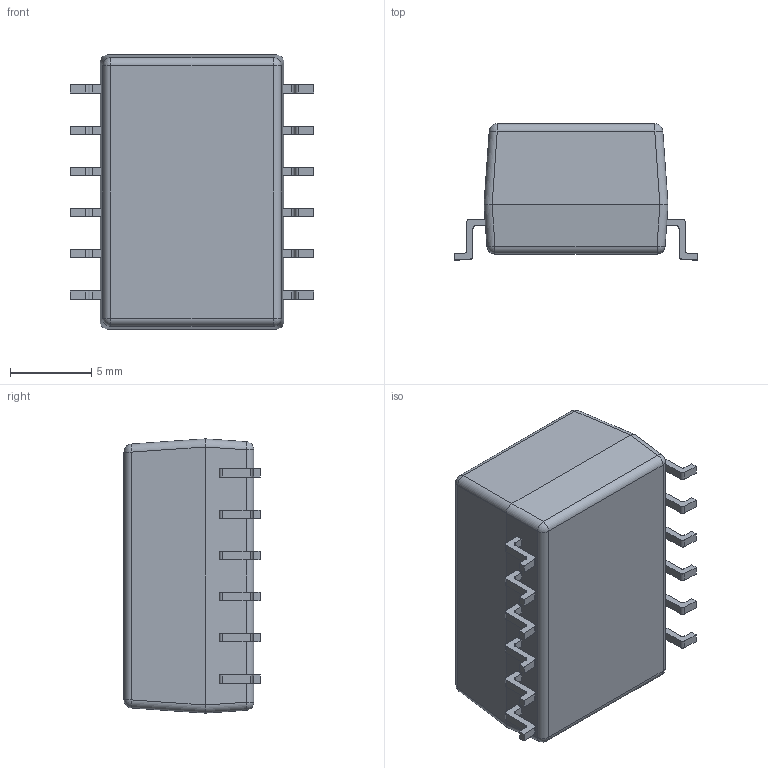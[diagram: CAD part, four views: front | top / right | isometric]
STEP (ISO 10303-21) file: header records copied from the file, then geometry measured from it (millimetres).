
FILE_DESCRIPTION((''),'2;1');
FILE_NAME('SM75225L','2012-08-21T',('ryans'),('Bourns, Inc.'),'PRO/ENGINEER BY PARAMETRIC TECHNOLOGY CORPORATION, 2010100','PRO/ENGINEER BY PARAMETRIC TECHNOLOGY CORPORATION, 2010100','');
FILE_SCHEMA(('CONFIG_CONTROL_DESIGN'));
Length unit declared in the file: millimetre
Products named in the file (1): SM75225L
Bounding box: 14.99 x 8.38 x 16.89 mm (x, y, z)
Volume: 1467.6 mm3; surface area: 851.2 mm2
Topology: 1 solids, 1 shells, 190 faces, 496 edges, 320 vertices
Faces by surface type: plane 118, cylinder 64, sphere 8
Entity records: 5856 total; most frequent: CARTESIAN_POINT 1048, DIRECTION 992, ORIENTED_EDGE 992, EDGE_CURVE 496, VECTOR 372, LINE 372, VERTEX_POINT 320, AXIS2_PLACEMENT_3D 310
